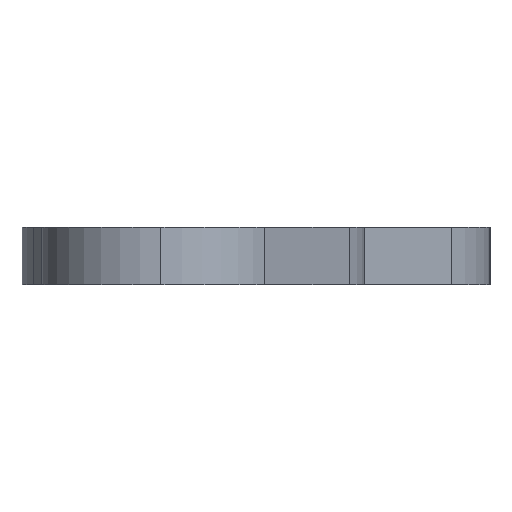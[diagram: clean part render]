
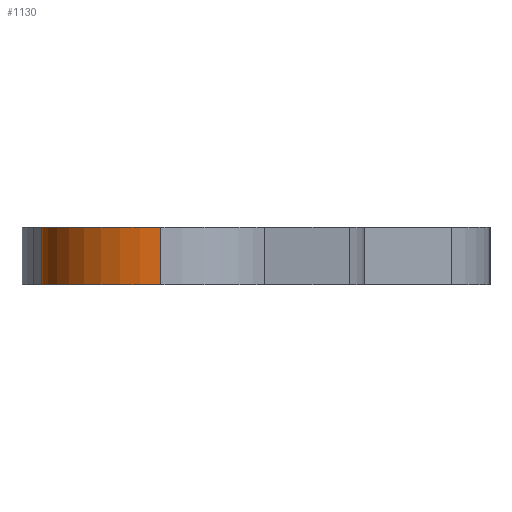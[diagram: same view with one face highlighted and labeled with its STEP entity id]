
A CAD part, left-side view. The second image highlights one B-rep face of the part: STEP entity #1130.
In plain terms, the highlighted cylindrical face has radius 31.5 mm (diameter 63 mm), a partial arc.
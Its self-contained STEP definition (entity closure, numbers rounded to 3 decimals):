
#47 = CARTESIAN_POINT ( 'NONE',  ( -306.5, 0., 15. ) ) ;
#128 = DIRECTION ( 'NONE',  ( 1., 0., 0. ) ) ;
#144 = CARTESIAN_POINT ( 'NONE',  ( -259.25, 27.28, 15. ) ) ;
#217 = ORIENTED_EDGE ( 'NONE', *, *, #2083, .F. ) ;
#239 = DIRECTION ( 'NONE',  ( 1., 0., 0. ) ) ;
#297 = CARTESIAN_POINT ( 'NONE',  ( -306.5, 0., 0. ) ) ;
#304 = DIRECTION ( 'NONE',  ( -1., 0., 0. ) ) ;
#339 = CYLINDRICAL_SURFACE ( 'NONE', #2832, 31.5 ) ;
#550 = CIRCLE ( 'NONE', #2499, 31.5 ) ;
#618 = VERTEX_POINT ( 'NONE', #742 ) ;
#680 = VERTEX_POINT ( 'NONE', #752 ) ;
#742 = CARTESIAN_POINT ( 'NONE',  ( -259.25, 27.28, 0. ) ) ;
#751 = ORIENTED_EDGE ( 'NONE', *, *, #1011, .T. ) ;
#752 = CARTESIAN_POINT ( 'NONE',  ( -306.5, 0., 15. ) ) ;
#910 = LINE ( 'NONE', #1804, #2092 ) ;
#978 = CARTESIAN_POINT ( 'NONE',  ( -275., 0., 15. ) ) ;
#1011 = EDGE_CURVE ( 'NONE', #2238, #618, #910, .T. ) ;
#1013 = CARTESIAN_POINT ( 'NONE',  ( -275., 0., 15. ) ) ;
#1107 = DIRECTION ( 'NONE',  ( 0., 0., 1. ) ) ;
#1130 = ADVANCED_FACE ( 'NONE', ( #1295 ), #339, .T. ) ;
#1143 = VECTOR ( 'NONE', #2544, 1000. ) ;
#1295 = FACE_OUTER_BOUND ( 'NONE', #2778, .T. ) ;
#1297 = ORIENTED_EDGE ( 'NONE', *, *, #2791, .F. ) ;
#1336 = LINE ( 'NONE', #47, #1143 ) ;
#1350 = CARTESIAN_POINT ( 'NONE',  ( -275., 0., 0. ) ) ;
#1364 = EDGE_CURVE ( 'NONE', #618, #2777, #550, .T. ) ;
#1379 = DIRECTION ( 'NONE',  ( 0., 0., -1. ) ) ;
#1551 = AXIS2_PLACEMENT_3D ( 'NONE', #1013, #2589, #128 ) ;
#1756 = ORIENTED_EDGE ( 'NONE', *, *, #1364, .T. ) ;
#1804 = CARTESIAN_POINT ( 'NONE',  ( -259.25, 27.28, 25. ) ) ;
#2047 = CIRCLE ( 'NONE', #1551, 31.5 ) ;
#2083 = EDGE_CURVE ( 'NONE', #2238, #680, #2047, .T. ) ;
#2092 = VECTOR ( 'NONE', #1379, 1000. ) ;
#2238 = VERTEX_POINT ( 'NONE', #144 ) ;
#2318 = DIRECTION ( 'NONE',  ( 0., 0., -1. ) ) ;
#2499 = AXIS2_PLACEMENT_3D ( 'NONE', #1350, #1107, #239 ) ;
#2544 = DIRECTION ( 'NONE',  ( 0., 0., -1. ) ) ;
#2589 = DIRECTION ( 'NONE',  ( 0., 0., 1. ) ) ;
#2777 = VERTEX_POINT ( 'NONE', #297 ) ;
#2778 = EDGE_LOOP ( 'NONE', ( #1297, #217, #751, #1756 ) ) ;
#2791 = EDGE_CURVE ( 'NONE', #680, #2777, #1336, .T. ) ;
#2832 = AXIS2_PLACEMENT_3D ( 'NONE', #978, #2318, #304 ) ;
